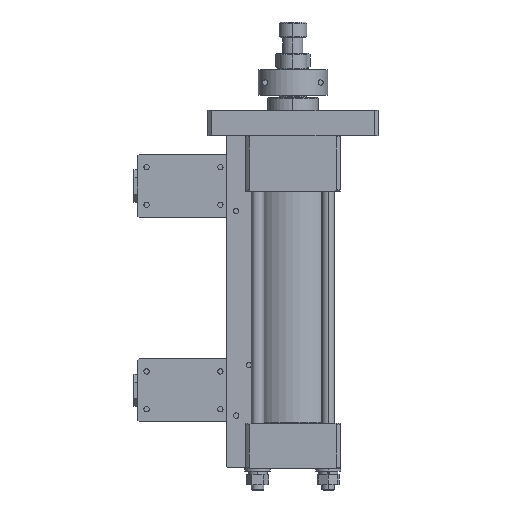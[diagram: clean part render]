
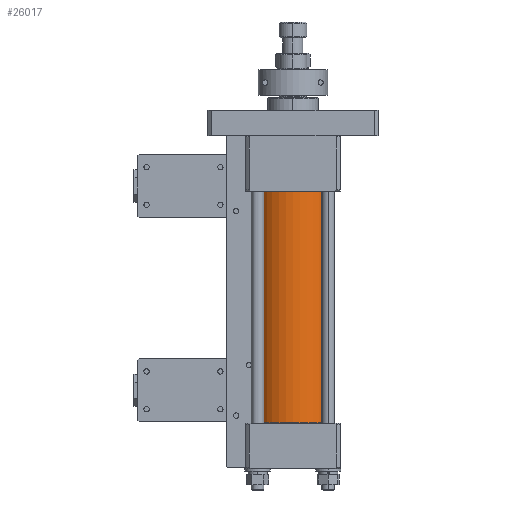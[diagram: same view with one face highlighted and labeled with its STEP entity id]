
A CAD part, front view. The second image highlights one B-rep face of the part: STEP entity #26017.
In plain terms, the highlighted cylindrical face has radius 32.5 mm (diameter 65 mm), a partial arc.
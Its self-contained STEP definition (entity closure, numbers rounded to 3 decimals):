
#13209 = DIRECTION ( 'NONE',  ( 0., 0., 1. ) ) ;
#13210 = DIRECTION ( 'NONE',  ( -1., 0., 0. ) ) ;
#13211 = CARTESIAN_POINT ( 'NONE',  ( -154., 0., 0. ) ) ;
#13212 = AXIS2_PLACEMENT_3D ( 'NONE', #13211, #13210, #13209 ) ;
#13213 = CYLINDRICAL_SURFACE ( 'NONE', #13212, 32.5 ) ;
#13215 = FACE_OUTER_BOUND ( 'NONE', #26018, .T. ) ;
#13220 = CARTESIAN_POINT ( 'NONE',  ( -183.5, 0., -32.5 ) ) ;
#13221 = DIRECTION ( 'NONE',  ( 0., 0., 1. ) ) ;
#13222 = DIRECTION ( 'NONE',  ( -1., 0., 0. ) ) ;
#13223 = CARTESIAN_POINT ( 'NONE',  ( -183.5, 0., 0. ) ) ;
#13224 = AXIS2_PLACEMENT_3D ( 'NONE', #13223, #13222, #13221 ) ;
#13225 = CIRCLE ( 'NONE', #13224, 32.5 ) ;
#13226 = CARTESIAN_POINT ( 'NONE',  ( -183.5, 0., 32.5 ) ) ;
#13291 = DIRECTION ( 'NONE',  ( 0., 0., 1. ) ) ;
#13292 = DIRECTION ( 'NONE',  ( -1., 0., 0. ) ) ;
#13293 = CARTESIAN_POINT ( 'NONE',  ( -0.5, 0., 0. ) ) ;
#13294 = AXIS2_PLACEMENT_3D ( 'NONE', #13293, #13292, #13291 ) ;
#13295 = CIRCLE ( 'NONE', #13294, 32.5 ) ;
#13344 = DIRECTION ( 'NONE',  ( -1., 0., 0. ) ) ;
#13345 = VECTOR ( 'NONE', #13344, 1000. ) ;
#13346 = CARTESIAN_POINT ( 'NONE',  ( -154., 0., 32.5 ) ) ;
#13347 = LINE ( 'NONE', #13346, #13345 ) ;
#13348 = DIRECTION ( 'NONE',  ( -1., 0., 0. ) ) ;
#13349 = VECTOR ( 'NONE', #13348, 1000. ) ;
#13350 = CARTESIAN_POINT ( 'NONE',  ( -154., 0., -32.5 ) ) ;
#13351 = LINE ( 'NONE', #13350, #13349 ) ;
#13352 = CARTESIAN_POINT ( 'NONE',  ( -0.5, 0., -32.5 ) ) ;
#13353 = CARTESIAN_POINT ( 'NONE',  ( -0.5, 0., 32.5 ) ) ;
#26008 = VERTEX_POINT ( 'NONE', #13226 ) ;
#26011 = EDGE_CURVE ( '����8', #26008, #26013, #13225, .T. ) ;
#26013 = VERTEX_POINT ( 'NONE', #13220 ) ;
#26017 = ADVANCED_FACE ( '��4', ( #13215 ), #13213, .T. ) ;
#26018 = EDGE_LOOP ( 'NONE', ( #26019, #26100, #26103, #26104 ) ) ;
#26019 = ORIENTED_EDGE ( 'NONE', *, *, #26097, .T. ) ;
#26097 = EDGE_CURVE ( '����6', #26098, #26099, #13295, .T. ) ;
#26098 = VERTEX_POINT ( 'NONE', #13353 ) ;
#26099 = VERTEX_POINT ( 'NONE', #13352 ) ;
#26100 = ORIENTED_EDGE ( 'NONE', *, *, #26102, .T. ) ;
#26102 = EDGE_CURVE ( 'NONE', #26099, #26013, #13351, .T. ) ;
#26103 = ORIENTED_EDGE ( 'NONE', *, *, #26011, .F. ) ;
#26104 = ORIENTED_EDGE ( 'NONE', *, *, #26105, .F. ) ;
#26105 = EDGE_CURVE ( 'NONE', #26098, #26008, #13347, .T. ) ;
